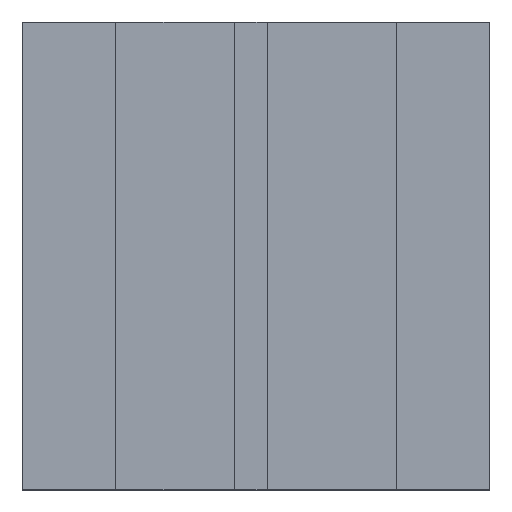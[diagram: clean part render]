
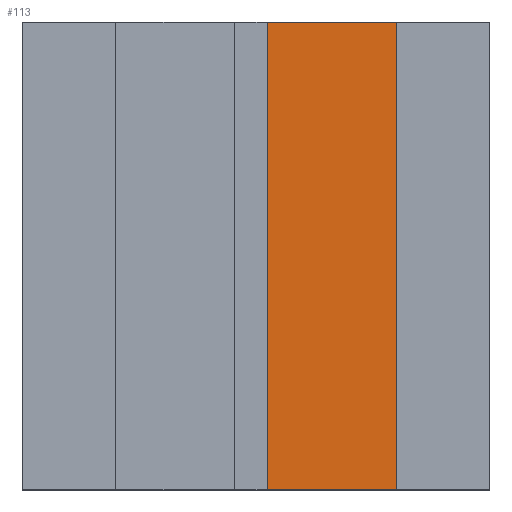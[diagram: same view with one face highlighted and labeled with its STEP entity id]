
A CAD part, top view. The second image highlights one B-rep face of the part: STEP entity #113.
In plain terms, the highlighted planar face has unit normal (0, 0, 1).
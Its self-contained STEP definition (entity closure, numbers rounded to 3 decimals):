
#113=ADVANCED_FACE('',(#141),#127,.T.);
#127=PLANE('',#374);
#141=FACE_OUTER_BOUND('',#155,.T.);
#155=EDGE_LOOP('',(#172,#173,#174,#175));
#172=ORIENTED_EDGE('',*,*,#268,.F.);
#173=ORIENTED_EDGE('',*,*,#269,.T.);
#174=ORIENTED_EDGE('',*,*,#270,.F.);
#175=ORIENTED_EDGE('',*,*,#271,.F.);
#244=VERTEX_POINT('',#464);
#245=VERTEX_POINT('',#465);
#246=VERTEX_POINT('',#467);
#247=VERTEX_POINT('',#469);
#268=EDGE_CURVE('',#244,#245,#304,.T.);
#269=EDGE_CURVE('',#244,#246,#305,.T.);
#270=EDGE_CURVE('',#247,#246,#306,.T.);
#271=EDGE_CURVE('',#245,#247,#307,.T.);
#304=LINE('',#463,#340);
#305=LINE('',#466,#341);
#306=LINE('',#468,#342);
#307=LINE('',#470,#343);
#340=VECTOR('',#395,1.);
#341=VECTOR('',#396,1.);
#342=VECTOR('',#397,1.);
#343=VECTOR('',#398,1.);
#374=AXIS2_PLACEMENT_3D('',#471,#399,#400);
#395=DIRECTION('',(-1.,0.,0.));
#396=DIRECTION('',(0.,1.,0.));
#397=DIRECTION('',(1.,0.,0.));
#398=DIRECTION('',(0.,1.,0.));
#399=DIRECTION('',(0.,0.,1.));
#400=DIRECTION('',(1.,0.,0.));
#463=CARTESIAN_POINT('',(50.,0.,30.));
#464=CARTESIAN_POINT('',(80.,0.,30.));
#465=CARTESIAN_POINT('',(52.402,0.,30.));
#466=CARTESIAN_POINT('',(80.,0.,30.));
#467=CARTESIAN_POINT('',(80.,100.,30.));
#468=CARTESIAN_POINT('',(50.,100.,30.));
#469=CARTESIAN_POINT('',(52.402,100.,30.));
#470=CARTESIAN_POINT('',(52.402,50.,30.));
#471=CARTESIAN_POINT('',(50.,50.,30.));
